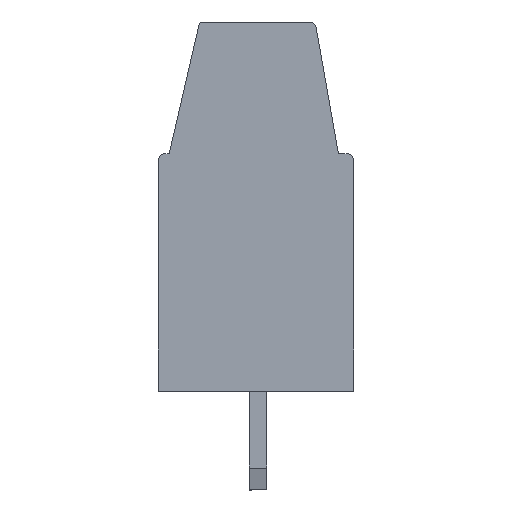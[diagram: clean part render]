
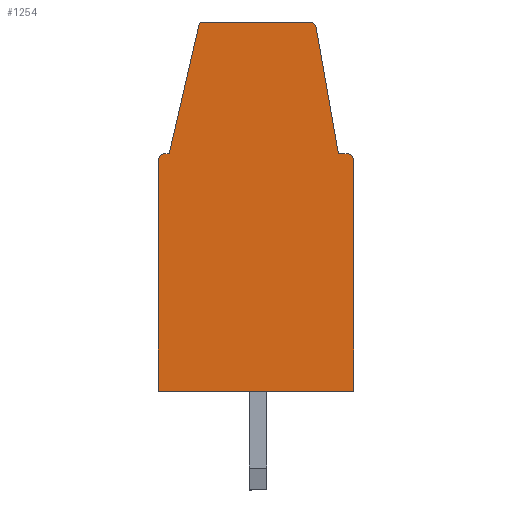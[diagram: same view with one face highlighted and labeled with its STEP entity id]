
A CAD part, left-side view. The second image highlights one B-rep face of the part: STEP entity #1254.
In plain terms, the highlighted planar face has unit normal (-1, 0, 0).
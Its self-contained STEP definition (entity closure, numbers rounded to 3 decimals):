
#1254 = ADVANCED_FACE( '', ( #2625 ), #2626, .T. );
#2625 = FACE_OUTER_BOUND( '', #4006, .T. );
#2626 = PLANE( '', #4007 );
#4006 = EDGE_LOOP( '', ( #7577, #7578, #7579, #7580, #7581, #7582, #7583, #7584, #7585, #7586, #7587, #7588 ) );
#4007 = AXIS2_PLACEMENT_3D( '', #7589, #7590, #7591 );
#7577 = ORIENTED_EDGE( '', *, *, #8565, .T. );
#7578 = ORIENTED_EDGE( '', *, *, #8269, .T. );
#7579 = ORIENTED_EDGE( '', *, *, #8147, .F. );
#7580 = ORIENTED_EDGE( '', *, *, #9121, .T. );
#7581 = ORIENTED_EDGE( '', *, *, #8795, .T. );
#7582 = ORIENTED_EDGE( '', *, *, #9032, .T. );
#7583 = ORIENTED_EDGE( '', *, *, #8708, .T. );
#7584 = ORIENTED_EDGE( '', *, *, #9074, .T. );
#7585 = ORIENTED_EDGE( '', *, *, #8965, .T. );
#7586 = ORIENTED_EDGE( '', *, *, #8113, .T. );
#7587 = ORIENTED_EDGE( '', *, *, #8060, .T. );
#7588 = ORIENTED_EDGE( '', *, *, #8871, .T. );
#7589 = CARTESIAN_POINT( '', ( 169.737, 174.598, 0. ) );
#7590 = DIRECTION( '', ( -1., 0., 0. ) );
#7591 = DIRECTION( '', ( 0., -1., 0. ) );
#8060 = EDGE_CURVE( '', #9718, #9716, #9719, .T. );
#8113 = EDGE_CURVE( '', #9806, #9718, #9807, .T. );
#8147 = EDGE_CURVE( '', #9866, #9861, #9868, .T. );
#8269 = EDGE_CURVE( '', #10049, #9861, #10053, .T. );
#8565 = EDGE_CURVE( '', #10509, #10049, #10510, .T. );
#8708 = EDGE_CURVE( '', #10717, #10715, #10718, .T. );
#8795 = EDGE_CURVE( '', #10837, #10835, #10838, .T. );
#8871 = EDGE_CURVE( '', #9716, #10509, #10930, .T. );
#8965 = EDGE_CURVE( '', #11046, #9806, #11047, .T. );
#9032 = EDGE_CURVE( '', #10835, #10717, #11128, .T. );
#9074 = EDGE_CURVE( '', #10715, #11046, #11173, .T. );
#9121 = EDGE_CURVE( '', #9866, #10837, #11223, .T. );
#9716 = VERTEX_POINT( '', #12025 );
#9718 = VERTEX_POINT( '', #12028 );
#9719 = LINE( '', #12029, #12030 );
#9806 = VERTEX_POINT( '', #12146 );
#9807 = LINE( '', #12147, #12148 );
#9861 = VERTEX_POINT( '', #12225 );
#9866 = VERTEX_POINT( '', #12232 );
#9868 = LINE( '', #12235, #12236 );
#10049 = VERTEX_POINT( '', #12489 );
#10053 = LINE( '', #12495, #12496 );
#10509 = VERTEX_POINT( '', #13146 );
#10510 = LINE( '', #13147, #13148 );
#10715 = VERTEX_POINT( '', #13441 );
#10717 = VERTEX_POINT( '', #13444 );
#10718 = CIRCLE( '', #13445, 0.3 );
#10835 = VERTEX_POINT( '', #13607 );
#10837 = VERTEX_POINT( '', #13610 );
#10838 = LINE( '', #13611, #13612 );
#10930 = CIRCLE( '', #13742, 0.3 );
#11046 = VERTEX_POINT( '', #13901 );
#11047 = CIRCLE( '', #13902, 0.2 );
#11128 = LINE( '', #14018, #14019 );
#11173 = LINE( '', #14086, #14087 );
#11223 = CIRCLE( '', #14153, 0.3 );
#12025 = CARTESIAN_POINT( '', ( 169.737, 175.748, 10.8 ) );
#12028 = CARTESIAN_POINT( '', ( 169.737, 175.548, 10.8 ) );
#12029 = CARTESIAN_POINT( '', ( 169.737, 175.748, 10.8 ) );
#12030 = VECTOR( '', #14544, 1000. );
#12146 = CARTESIAN_POINT( '', ( 169.737, 174.199, 16.645 ) );
#12147 = CARTESIAN_POINT( '', ( 169.737, 175.548, 10.8 ) );
#12148 = VECTOR( '', #14606, 1000. );
#12225 = CARTESIAN_POINT( '', ( 169.737, 167.148, 0. ) );
#12232 = CARTESIAN_POINT( '', ( 169.737, 167.148, 10.5 ) );
#12235 = CARTESIAN_POINT( '', ( 169.737, 167.148, 5.1 ) );
#12236 = VECTOR( '', #14636, 1000. );
#12489 = CARTESIAN_POINT( '', ( 169.737, 176.048, 0. ) );
#12495 = CARTESIAN_POINT( '', ( 169.737, 174.818, 0. ) );
#12496 = VECTOR( '', #14749, 1000. );
#13146 = CARTESIAN_POINT( '', ( 169.737, 176.048, 10.5 ) );
#13147 = CARTESIAN_POINT( '', ( 169.737, 176.048, 0. ) );
#13148 = VECTOR( '', #15044, 1000. );
#13441 = CARTESIAN_POINT( '', ( 169.737, 169.158, 16.8 ) );
#13444 = CARTESIAN_POINT( '', ( 169.737, 168.863, 16.552 ) );
#13445 = AXIS2_PLACEMENT_3D( '', #15181, #15182, #15183 );
#13607 = CARTESIAN_POINT( '', ( 169.737, 167.848, 10.8 ) );
#13610 = CARTESIAN_POINT( '', ( 169.737, 167.448, 10.8 ) );
#13611 = CARTESIAN_POINT( '', ( 169.737, 167.848, 10.8 ) );
#13612 = VECTOR( '', #15255, 1000. );
#13742 = AXIS2_PLACEMENT_3D( '', #15311, #15312, #15313 );
#13901 = CARTESIAN_POINT( '', ( 169.737, 174.004, 16.8 ) );
#13902 = AXIS2_PLACEMENT_3D( '', #15383, #15384, #15385 );
#14018 = CARTESIAN_POINT( '', ( 169.737, 168.863, 16.552 ) );
#14019 = VECTOR( '', #15446, 1000. );
#14086 = CARTESIAN_POINT( '', ( 169.737, 174.004, 16.8 ) );
#14087 = VECTOR( '', #15472, 1000. );
#14153 = AXIS2_PLACEMENT_3D( '', #15495, #15496, #15497 );
#14544 = DIRECTION( '', ( 0., 1., 0. ) );
#14606 = DIRECTION( '', ( 0., 0.225, -0.974 ) );
#14636 = DIRECTION( '', ( 0., 0., -1. ) );
#14749 = DIRECTION( '', ( 0., -1., 0. ) );
#15044 = DIRECTION( '', ( 0., 0., -1. ) );
#15181 = CARTESIAN_POINT( '', ( 169.737, 169.158, 16.5 ) );
#15182 = DIRECTION( '', ( -1., 0., 0. ) );
#15183 = DIRECTION( '', ( 0., 0., 1. ) );
#15255 = DIRECTION( '', ( 0., 1., 0. ) );
#15311 = CARTESIAN_POINT( '', ( 169.737, 175.748, 10.5 ) );
#15312 = DIRECTION( '', ( -1., 0., 0. ) );
#15313 = DIRECTION( '', ( 0., 0., 1. ) );
#15383 = CARTESIAN_POINT( '', ( 169.737, 174.004, 16.6 ) );
#15384 = DIRECTION( '', ( -1., 0., 0. ) );
#15385 = DIRECTION( '', ( 0., 0., 1. ) );
#15446 = DIRECTION( '', ( 0., 0.174, 0.985 ) );
#15472 = DIRECTION( '', ( 0., 1., 0. ) );
#15495 = CARTESIAN_POINT( '', ( 169.737, 167.448, 10.5 ) );
#15496 = DIRECTION( '', ( -1., 0., 0. ) );
#15497 = DIRECTION( '', ( 0., 0., 1. ) );
